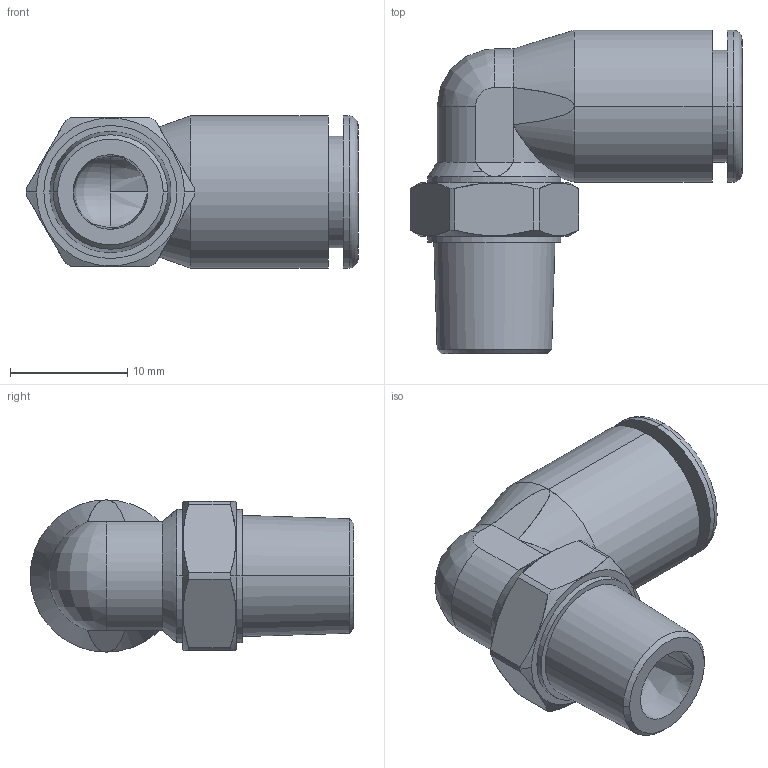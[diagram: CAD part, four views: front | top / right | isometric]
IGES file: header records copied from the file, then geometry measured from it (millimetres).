
Start section:  PTC IGES file: ilcp3012100.igs
Global section: file name: ilcp3012100.igs; native system: Pro/ENGINEER by Parametric Technology Corporation; preprocessor: 2005180; author: KR; organization: Unknown; date: 061121.120911; units: inch
Bounding box: 28.27 x 27.56 x 12.95 mm (x, y, z)
Surface area: 2659.8 mm2 (no closed solid volume)
Topology: 0 solids, 0 shells, 60 faces, 282 edges, 280 vertices
Faces by surface type: revolution 41, bspline 19
